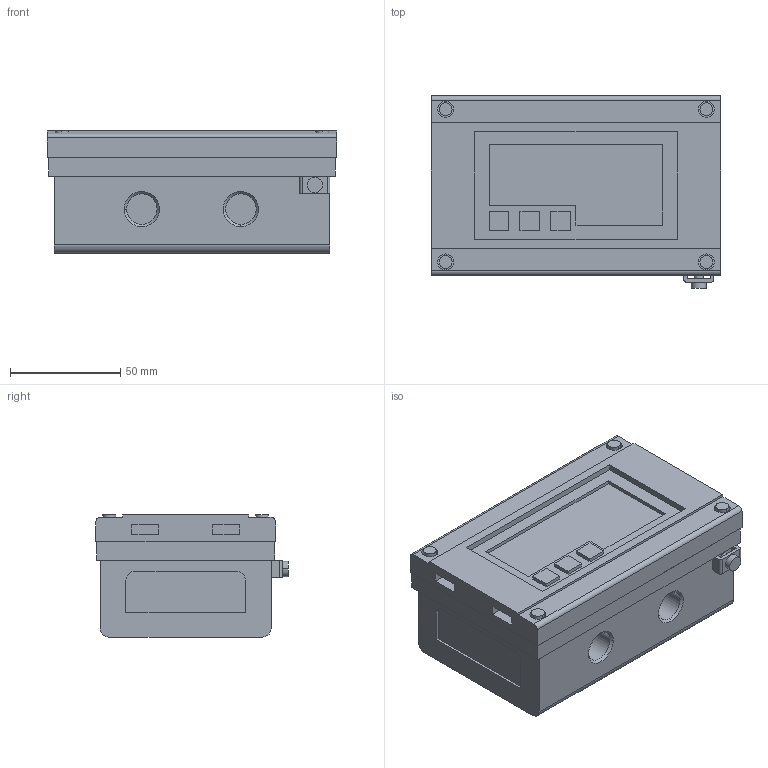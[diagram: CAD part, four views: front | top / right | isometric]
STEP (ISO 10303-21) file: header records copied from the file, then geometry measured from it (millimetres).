
FILE_DESCRIPTION (( 'STEP AP214' ), '1' );
FILE_NAME ('LPM1-A-HAZ.STEP', '2020-06-29T17:39:43', ( '' ), ( '' ), 'SwSTEP 2.0', 'SolidWorks 2017', '' );
FILE_SCHEMA (( 'AUTOMOTIVE_DESIGN' ));
Length unit declared in the file: inch
Products named in the file (1): LPM1-A-HAZ
Bounding box: 131.6 x 87.36 x 55.5 mm (x, y, z)
Volume: 526613.8 mm3; surface area: 49328 mm2
Topology: 1 solids, 1 shells, 148 faces, 372 edges, 246 vertices
Faces by surface type: plane 100, cylinder 40, cone 8
Entity records: 4478 total; most frequent: CARTESIAN_POINT 767, DIRECTION 764, ORIENTED_EDGE 744, EDGE_CURVE 372, VECTOR 278, LINE 278, VERTEX_POINT 246, AXIS2_PLACEMENT_3D 243
